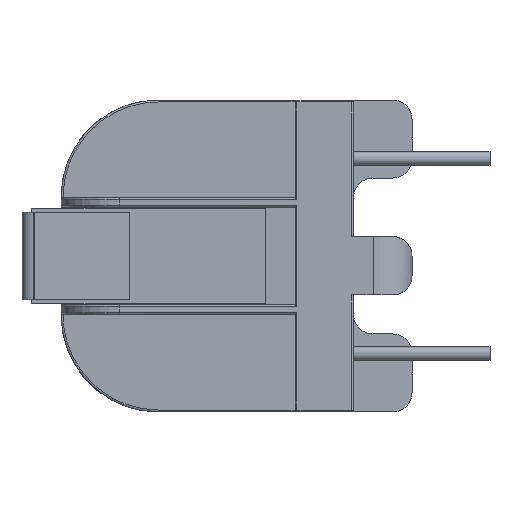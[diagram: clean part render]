
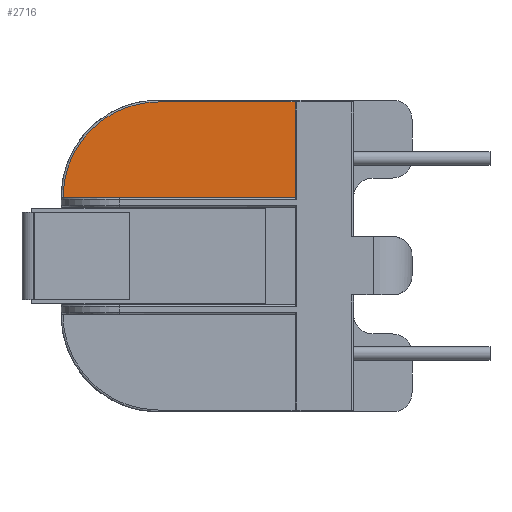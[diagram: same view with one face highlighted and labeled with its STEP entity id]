
A CAD part, left-side view. The second image highlights one B-rep face of the part: STEP entity #2716.
In plain terms, the highlighted planar face has unit normal (-1, 0, 0).
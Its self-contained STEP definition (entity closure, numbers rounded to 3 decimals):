
#151 = ORIENTED_EDGE ( 'NONE', *, *, #1698, .F. ) ;
#487 = VECTOR ( 'NONE', #1912, 1000. ) ;
#744 = VERTEX_POINT ( 'NONE', #1091 ) ;
#1003 = CARTESIAN_POINT ( 'NONE',  ( -5.3, 13., 7.9 ) ) ;
#1091 = CARTESIAN_POINT ( 'NONE',  ( -5.3, 17.9, 3. ) ) ;
#1257 = CARTESIAN_POINT ( 'NONE',  ( -5.3, 6., 7.9 ) ) ;
#1316 = VERTEX_POINT ( 'NONE', #2523 ) ;
#1500 = LINE ( 'NONE', #2699, #4145 ) ;
#1577 = VERTEX_POINT ( 'NONE', #1257 ) ;
#1582 = AXIS2_PLACEMENT_3D ( 'NONE', #2697, #5367, #6415 ) ;
#1698 = EDGE_CURVE ( 'NONE', #1577, #1316, #1500, .T. ) ;
#1912 = DIRECTION ( 'NONE',  ( 0., 1., 0. ) ) ;
#2193 = PLANE ( 'NONE',  #1582 ) ;
#2369 = VERTEX_POINT ( 'NONE', #5890 ) ;
#2523 = CARTESIAN_POINT ( 'NONE',  ( -5.3, 6., 3. ) ) ;
#2652 = EDGE_CURVE ( 'NONE', #744, #2369, #4629, .T. ) ;
#2697 = CARTESIAN_POINT ( 'NONE',  ( -5.3, 0., 0. ) ) ;
#2699 = CARTESIAN_POINT ( 'NONE',  ( -5.3, 6., 0. ) ) ;
#2716 = ADVANCED_FACE ( 'NONE', ( #3725 ), #2193, .F. ) ;
#2751 = DIRECTION ( 'NONE',  ( 0., -1., 0. ) ) ;
#3021 = VECTOR ( 'NONE', #2751, 1000. ) ;
#3041 = ORIENTED_EDGE ( 'NONE', *, *, #5352, .F. ) ;
#3652 = CARTESIAN_POINT ( 'NONE',  ( -5.3, 15.87, 7.9 ) ) ;
#3725 = FACE_OUTER_BOUND ( 'NONE', #4512, .T. ) ;
#3774 = LINE ( 'NONE', #6072, #3021 ) ;
#4145 = VECTOR ( 'NONE', #6914, 1000. ) ;
#4512 = EDGE_LOOP ( 'NONE', ( #5963, #7038, #151, #3041 ) ) ;
#4629 =( BOUNDED_CURVE ( )  B_SPLINE_CURVE ( 3, ( #5407, #6982, #3652, #1003 ),
 .UNSPECIFIED., .F., .T. ) 
 B_SPLINE_CURVE_WITH_KNOTS ( ( 4, 4 ),
 ( 0., 1. ),
 .UNSPECIFIED. ) 
 CURVE ( )  GEOMETRIC_REPRESENTATION_ITEM ( )  RATIONAL_B_SPLINE_CURVE ( ( 1., 0.805, 0.805, 1. ) ) 
 REPRESENTATION_ITEM ( '' )  );
#5352 = EDGE_CURVE ( 'NONE', #2369, #1577, #3774, .T. ) ;
#5367 = DIRECTION ( 'NONE',  ( 1., 0., 0. ) ) ;
#5407 = CARTESIAN_POINT ( 'NONE',  ( -5.3, 17.9, 3. ) ) ;
#5561 = EDGE_CURVE ( 'NONE', #1316, #744, #6843, .T. ) ;
#5738 = CARTESIAN_POINT ( 'NONE',  ( -5.3, 0., 3. ) ) ;
#5890 = CARTESIAN_POINT ( 'NONE',  ( -5.3, 13., 7.9 ) ) ;
#5963 = ORIENTED_EDGE ( 'NONE', *, *, #2652, .F. ) ;
#6072 = CARTESIAN_POINT ( 'NONE',  ( -5.3, 0., 7.9 ) ) ;
#6415 = DIRECTION ( 'NONE',  ( 0., 0., -1. ) ) ;
#6843 = LINE ( 'NONE', #5738, #487 ) ;
#6914 = DIRECTION ( 'NONE',  ( 0., 0., -1. ) ) ;
#6982 = CARTESIAN_POINT ( 'NONE',  ( -5.3, 17.9, 5.87 ) ) ;
#7038 = ORIENTED_EDGE ( 'NONE', *, *, #5561, .F. ) ;
